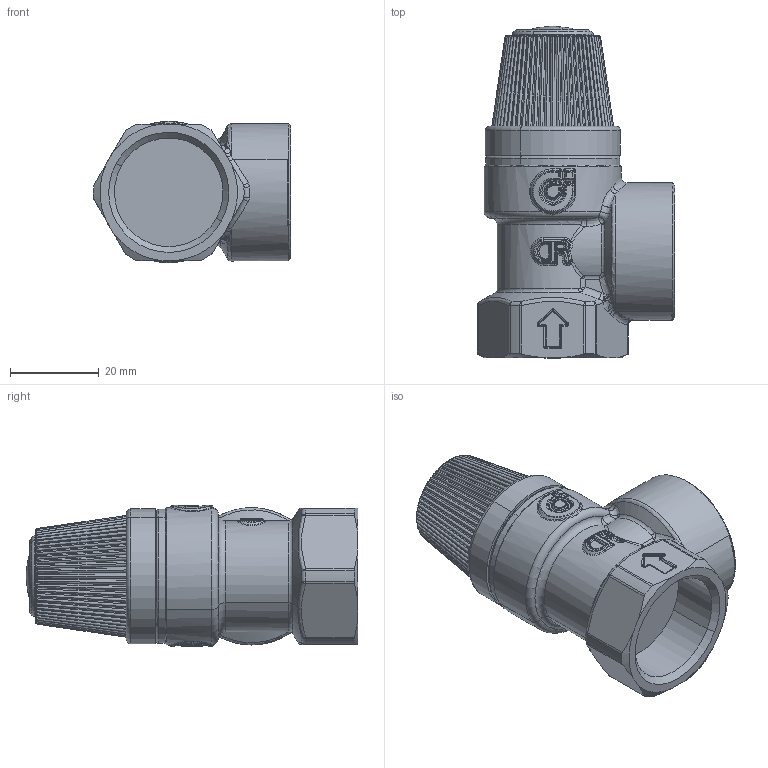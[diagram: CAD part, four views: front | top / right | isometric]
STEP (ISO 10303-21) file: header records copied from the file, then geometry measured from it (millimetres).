
FILE_DESCRIPTION(('CATIA V5 STEP Exchange','CAx-IF Rec.Pracs.--- Model Styling and Organization---1.4--- 2014-01-23','CAx-IF Rec.Pracs.---3D Tessellated Data Validation Properties---0.5---2014-09-14'),'2;1');
FILE_NAME('STEP_311520_-_TST.stp','2022-03-16T13:40:35+00:00',('none'),('none'),'CATIA Version 5-6 Release 2019 SP3','CATIA V5 STEP AP242 v1','none');
FILE_SCHEMA(('AP242_MANAGED_MODEL_BASED_3D_ENGINEERING_MIM_LF {1 0 10303 442 1 1 4}'));
Products named in the file (1): 311520 - TST
Bounding box: 44.49 x 74.9 x 31.85 mm (x, y, z)
Volume: 44441.3 mm3; surface area: 13669.3 mm2
Topology: 1 solids, 4 shells, 1044 faces, 2624 edges, 1526 vertices
Faces by surface type: bspline 655, cylinder 151, torus 87, plane 79, sphere 36, cone 36
Entity records: 61007 total; most frequent: CARTESIAN_POINT 42767, ORIENTED_EDGE 5104, EDGE_CURVE 2552, B_SPLINE_CURVE_WITH_KNOTS 1914, VERTEX_POINT 1526, DIRECTION 1164, EDGE_LOOP 1060, ADVANCED_FACE 1044
